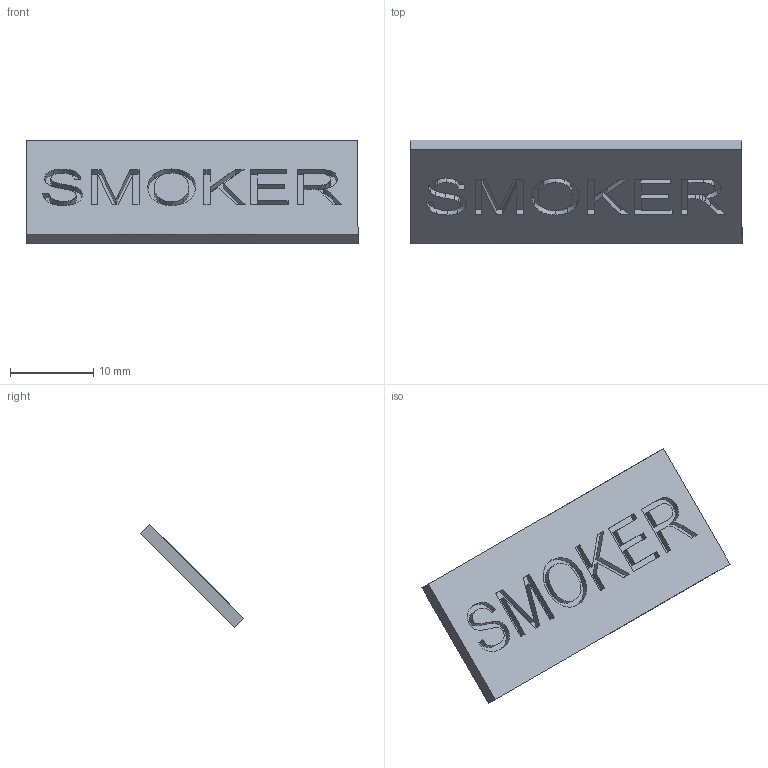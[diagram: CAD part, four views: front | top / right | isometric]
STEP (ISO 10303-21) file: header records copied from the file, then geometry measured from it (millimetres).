
FILE_DESCRIPTION(/* description */ (''),/* implementation_level */ '2;1');
FILE_NAME(/* name */ 'thermometer_label_smoker.step',/* time_stamp */ '2025-06-19T09:57:33-04:00',/* author */ (''),/* organization */ (''),/* preprocessor_version */ 'ST-DEVELOPER v20.1',/* originating_system */ 'Autodesk Translation Framework v14.10.0.0',/* authorisation */ '');
FILE_SCHEMA (('AUTOMOTIVE_DESIGN { 1 0 10303 214 3 1 1 }'));
Length unit declared in the file: millimetre
Products named in the file (1): Smoker Plate
Bounding box: 39.85 x 12.45 x 12.45 mm (x, y, z)
Volume: 957.3 mm3; surface area: 1628.4 mm2
Topology: 1 solids, 1 shells, 135 faces, 375 edges, 250 vertices
Faces by surface type: bspline 71, plane 64
Entity records: 4992 total; most frequent: CARTESIAN_POINT 1968, ORIENTED_EDGE 750, EDGE_CURVE 375, DIRECTION 363, VERTEX_POINT 250, LINE 233, VECTOR 233, EDGE_LOOP 143
